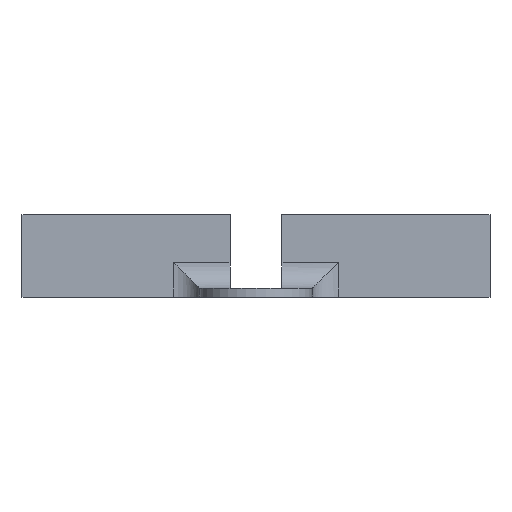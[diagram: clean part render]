
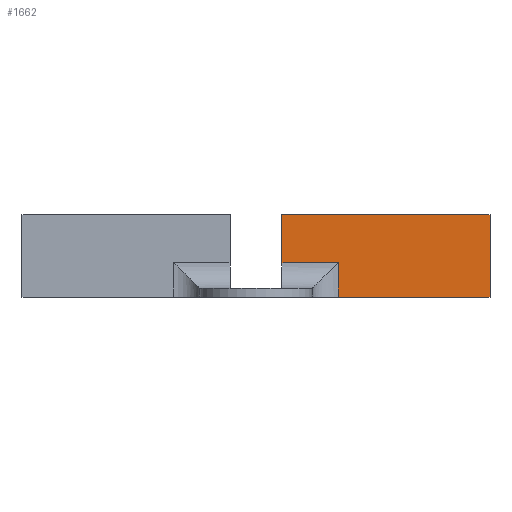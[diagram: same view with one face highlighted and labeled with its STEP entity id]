
A CAD part, left-side view. The second image highlights one B-rep face of the part: STEP entity #1662.
In plain terms, the highlighted planar face has unit normal (-1, 0, 0).
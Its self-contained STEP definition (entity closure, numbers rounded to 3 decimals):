
#48=PLANE('',#1781);
#120=FACE_OUTER_BOUND('',#205,.T.);
#205=EDGE_LOOP('',(#1270,#1271,#1272,#1273,#1274,#1275));
#301=LINE('',#2416,#508);
#354=LINE('',#2537,#561);
#356=LINE('',#2541,#563);
#357=LINE('',#2543,#564);
#358=LINE('',#2545,#565);
#359=LINE('',#2546,#566);
#508=VECTOR('',#1939,10.);
#561=VECTOR('',#2046,10.);
#563=VECTOR('',#2050,10.);
#564=VECTOR('',#2051,10.);
#565=VECTOR('',#2052,10.);
#566=VECTOR('',#2053,10.);
#757=VERTEX_POINT('',#2412);
#759=VERTEX_POINT('',#2415);
#800=VERTEX_POINT('',#2536);
#801=VERTEX_POINT('',#2540);
#802=VERTEX_POINT('',#2542);
#803=VERTEX_POINT('',#2544);
#924=EDGE_CURVE('',#759,#757,#301,.T.);
#984=EDGE_CURVE('',#759,#800,#354,.T.);
#986=EDGE_CURVE('',#801,#757,#356,.T.);
#987=EDGE_CURVE('',#802,#801,#357,.T.);
#988=EDGE_CURVE('',#802,#803,#358,.T.);
#989=EDGE_CURVE('',#803,#800,#359,.T.);
#1270=ORIENTED_EDGE('',*,*,#924,.T.);
#1271=ORIENTED_EDGE('',*,*,#986,.F.);
#1272=ORIENTED_EDGE('',*,*,#987,.F.);
#1273=ORIENTED_EDGE('',*,*,#988,.T.);
#1274=ORIENTED_EDGE('',*,*,#989,.T.);
#1275=ORIENTED_EDGE('',*,*,#984,.F.);
#1662=ADVANCED_FACE('',(#120),#48,.T.);
#1781=AXIS2_PLACEMENT_3D('',#2539,#2048,#2049);
#1939=DIRECTION('',(0.,0.,-1.));
#2046=DIRECTION('',(0.,-1.,0.));
#2048=DIRECTION('center_axis',(-1.,0.,0.));
#2049=DIRECTION('ref_axis',(0.,-1.,0.));
#2050=DIRECTION('',(0.,1.,0.));
#2051=DIRECTION('',(0.,0.,1.));
#2052=DIRECTION('',(0.,-1.,0.));
#2053=DIRECTION('',(0.,0.,1.));
#2412=CARTESIAN_POINT('',(0.,24.,4.));
#2415=CARTESIAN_POINT('',(0.,24.,9.5));
#2416=CARTESIAN_POINT('',(0.,24.,0.5));
#2536=CARTESIAN_POINT('',(0.,0.,9.5));
#2537=CARTESIAN_POINT('',(0.,0.,9.5));
#2539=CARTESIAN_POINT('Origin',(0.,54.,0.));
#2540=CARTESIAN_POINT('',(0.,17.5,4.));
#2541=CARTESIAN_POINT('',(0.,40.5,4.));
#2542=CARTESIAN_POINT('',(0.,17.5,0.));
#2543=CARTESIAN_POINT('',(0.,17.5,0.));
#2544=CARTESIAN_POINT('',(0.,0.,0.));
#2545=CARTESIAN_POINT('',(0.,54.,0.));
#2546=CARTESIAN_POINT('',(0.,0.,0.));
